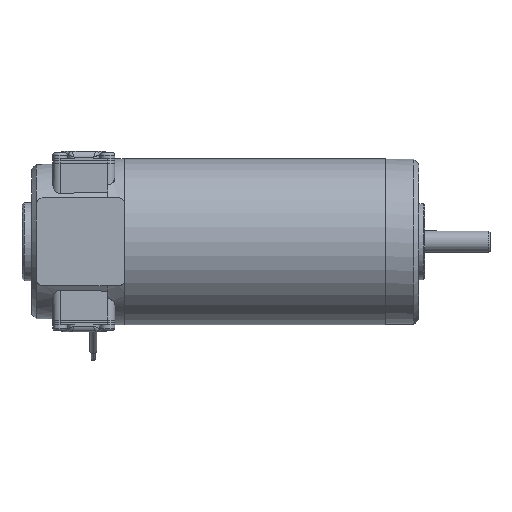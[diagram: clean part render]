
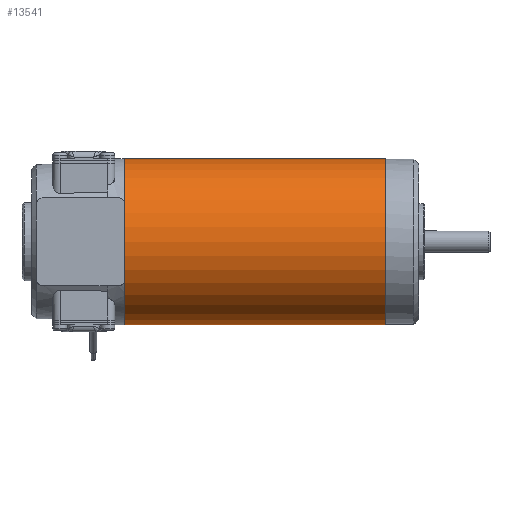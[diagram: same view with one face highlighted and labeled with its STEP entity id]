
A CAD part, front view. The second image highlights one B-rep face of the part: STEP entity #13541.
In plain terms, the highlighted cylindrical face has radius 35 mm (diameter 70 mm), a full revolution.
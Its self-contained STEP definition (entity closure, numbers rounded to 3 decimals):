
#125 = EDGE_CURVE ( 'NONE', #3800, #3800, #13118, .T. ) ;
#1748 = EDGE_LOOP ( 'NONE', ( #2719 ) ) ;
#2587 = DIRECTION ( 'NONE',  ( 0., 0., 1. ) ) ;
#2623 = DIRECTION ( 'NONE',  ( -1., 0., 0. ) ) ;
#2627 = CARTESIAN_POINT ( 'NONE',  ( -1.999, 0., 0. ) ) ;
#2719 = ORIENTED_EDGE ( 'NONE', *, *, #125, .F. ) ;
#3157 = CARTESIAN_POINT ( 'NONE',  ( 108., 0., -35. ) ) ;
#3160 = VERTEX_POINT ( 'NONE', #3157 ) ;
#3788 = CARTESIAN_POINT ( 'NONE',  ( -1.999, 0., 35. ) ) ;
#3800 = VERTEX_POINT ( 'NONE', #3788 ) ;
#4063 = DIRECTION ( 'NONE',  ( 0., 0., -1. ) ) ;
#4068 = DIRECTION ( 'NONE',  ( 1., 0., 0. ) ) ;
#4079 = CARTESIAN_POINT ( 'NONE',  ( 108., 0., 0. ) ) ;
#5416 = EDGE_CURVE ( 'NONE', #3160, #3160, #13835, .T. ) ;
#6436 = DIRECTION ( 'NONE',  ( 0., 0., 1. ) ) ;
#6440 = DIRECTION ( 'NONE',  ( -1., 0., 0. ) ) ;
#6445 = CARTESIAN_POINT ( 'NONE',  ( 108., 0., 0. ) ) ;
#6460 = CYLINDRICAL_SURFACE ( 'NONE', #8677, 35. ) ;
#6462 = FACE_OUTER_BOUND ( 'NONE', #1748, .T. ) ;
#6474 = FACE_OUTER_BOUND ( 'NONE', #13001, .T. ) ;
#8076 = AXIS2_PLACEMENT_3D ( 'NONE', #2627, #2623, #2587 ) ;
#8677 = AXIS2_PLACEMENT_3D ( 'NONE', #6445, #6440, #6436 ) ;
#9743 = ORIENTED_EDGE ( 'NONE', *, *, #5416, .F. ) ;
#13001 = EDGE_LOOP ( 'NONE', ( #9743 ) ) ;
#13118 = CIRCLE ( 'NONE', #8076, 35. ) ;
#13355 = AXIS2_PLACEMENT_3D ( 'NONE', #4079, #4068, #4063 ) ;
#13541 = ADVANCED_FACE ( 'Defeature ausgef�hrt1_227', ( #6474, #6462 ), #6460, .T. ) ;
#13835 = CIRCLE ( 'NONE', #13355, 35. ) ;
